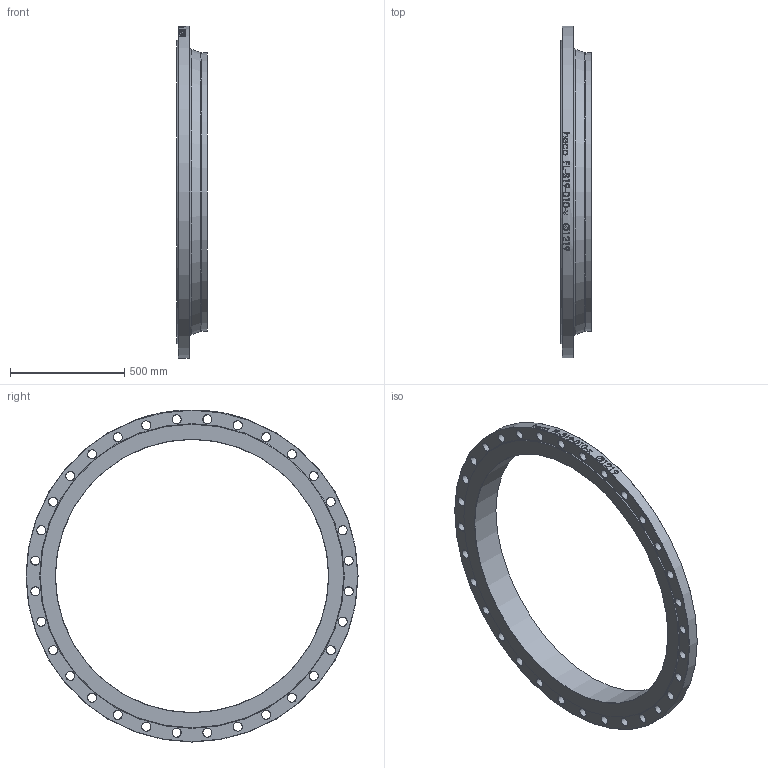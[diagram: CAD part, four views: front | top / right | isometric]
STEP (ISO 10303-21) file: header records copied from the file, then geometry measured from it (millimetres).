
FILE_DESCRIPTION (( 'STEP AP214' ), '1' );
FILE_NAME ('FL-B19-010-x Vorschweissflansch PN10 Iso DIN2632 2009.STEP', '2020-09-07T11:15:34', ( '' ), ( '' ), 'SwSTEP 2.0', 'SolidWorks 2019', '' );
FILE_SCHEMA (( 'AUTOMOTIVE_DESIGN' ));
Length unit declared in the file: millimetre
Products named in the file (1): FL-B19-010-x Vorschweissflansch PN10 Iso DIN2632 2009
Bounding box: 132 x 1455 x 1455 mm (x, y, z)
Volume: 31337920.6 mm3; surface area: 2148746.4 mm2
Topology: 1 solids, 1 shells, 141 faces, 486 edges, 380 vertices
Faces by surface type: cone 69, cylinder 66, plane 4, torus 2
Full cylindrical faces by diameter (mm): 39 x32, 1197 x1, 1219 x1, 1455 x1
Entity records: 12453 total; most frequent: CARTESIAN_POINT 8434, ORIENTED_EDGE 692, DIRECTION 687, VERTEX_POINT 346, EDGE_CURVE 346, EDGE_LOOP 346, AXIS2_PLACEMENT_3D 328, CIRCLE 186
